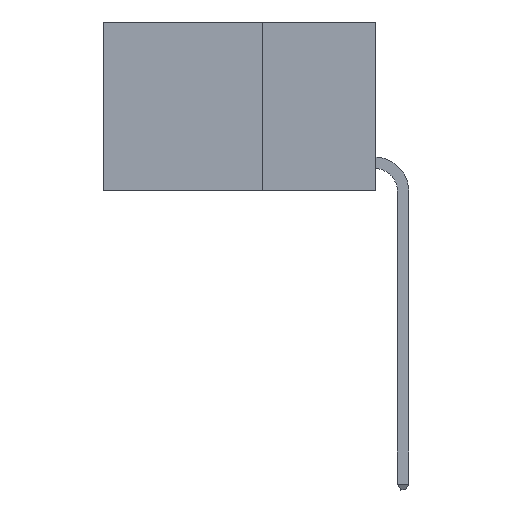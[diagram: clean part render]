
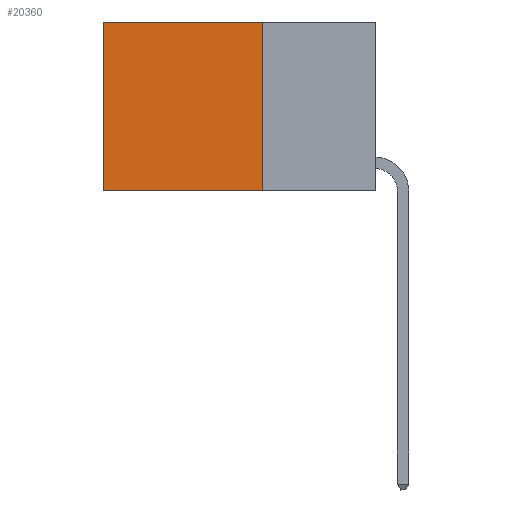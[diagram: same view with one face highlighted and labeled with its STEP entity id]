
A CAD part, left-side view. The second image highlights one B-rep face of the part: STEP entity #20360.
In plain terms, the highlighted planar face has unit normal (-1, 0, 0).
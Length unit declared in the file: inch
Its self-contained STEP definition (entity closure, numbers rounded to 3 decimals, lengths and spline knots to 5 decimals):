
#531 = DIRECTION ( 'NONE',  ( 0., 1., 0. ) ) ;
#1811 = ORIENTED_EDGE ( 'NONE', *, *, #16914, .T. ) ;
#1957 = CARTESIAN_POINT ( 'NONE',  ( 0.2625, 0.25, -0.37 ) ) ;
#2762 = CARTESIAN_POINT ( 'NONE',  ( 0.2625, 0.6, -0.37 ) ) ;
#3224 = DIRECTION ( 'NONE',  ( 0., 0., -1. ) ) ;
#4557 = VECTOR ( 'NONE', #16118, 39.37008 ) ;
#5712 = CARTESIAN_POINT ( 'NONE',  ( 0.2625, 0.6, 0. ) ) ;
#6934 = EDGE_CURVE ( 'NONE', #21588, #8372, #21157, .T. ) ;
#7514 = ORIENTED_EDGE ( 'NONE', *, *, #6934, .F. ) ;
#7613 = VECTOR ( 'NONE', #9769, 39.37008 ) ;
#8372 = VERTEX_POINT ( 'NONE', #12372 ) ;
#8437 = EDGE_CURVE ( 'NONE', #21588, #13951, #16003, .T. ) ;
#8834 = FACE_OUTER_BOUND ( 'NONE', #22288, .T. ) ;
#9310 = VERTEX_POINT ( 'NONE', #2762 ) ;
#9769 = DIRECTION ( 'NONE',  ( 0., 0., -1. ) ) ;
#10630 = LINE ( 'NONE', #18248, #4557 ) ;
#12188 = LINE ( 'NONE', #1957, #12207 ) ;
#12207 = VECTOR ( 'NONE', #12356, 39.37008 ) ;
#12356 = DIRECTION ( 'NONE',  ( 0., 1., 0. ) ) ;
#12372 = CARTESIAN_POINT ( 'NONE',  ( 0.2625, 0.25, -0.37 ) ) ;
#13951 = VERTEX_POINT ( 'NONE', #5712 ) ;
#14489 = ORIENTED_EDGE ( 'NONE', *, *, #19129, .F. ) ;
#15884 = CARTESIAN_POINT ( 'NONE',  ( 0.2625, 0.25, 0. ) ) ;
#16003 = LINE ( 'NONE', #15884, #23735 ) ;
#16118 = DIRECTION ( 'NONE',  ( 0., 0., -1. ) ) ;
#16439 = PLANE ( 'NONE',  #19428 ) ;
#16914 = EDGE_CURVE ( 'NONE', #13951, #9310, #10630, .T. ) ;
#17078 = ORIENTED_EDGE ( 'NONE', *, *, #8437, .T. ) ;
#18248 = CARTESIAN_POINT ( 'NONE',  ( 0.2625, 0.6, 0. ) ) ;
#19129 = EDGE_CURVE ( 'NONE', #8372, #9310, #12188, .T. ) ;
#19428 = AXIS2_PLACEMENT_3D ( 'NONE', #24063, #20475, #3224 ) ;
#20360 = ADVANCED_FACE ( 'NONE', ( #8834 ), #16439, .F. ) ;
#20475 = DIRECTION ( 'NONE',  ( 1., 0., 0. ) ) ;
#21157 = LINE ( 'NONE', #23038, #7613 ) ;
#21588 = VERTEX_POINT ( 'NONE', #23843 ) ;
#22288 = EDGE_LOOP ( 'NONE', ( #1811, #14489, #7514, #17078 ) ) ;
#23038 = CARTESIAN_POINT ( 'NONE',  ( 0.2625, 0.25, 0. ) ) ;
#23735 = VECTOR ( 'NONE', #531, 39.37008 ) ;
#23843 = CARTESIAN_POINT ( 'NONE',  ( 0.2625, 0.25, 0. ) ) ;
#24063 = CARTESIAN_POINT ( 'NONE',  ( 0.2625, 0.25, 0. ) ) ;
